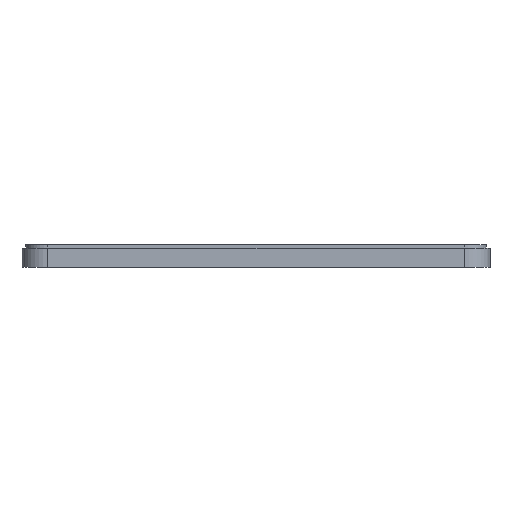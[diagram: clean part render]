
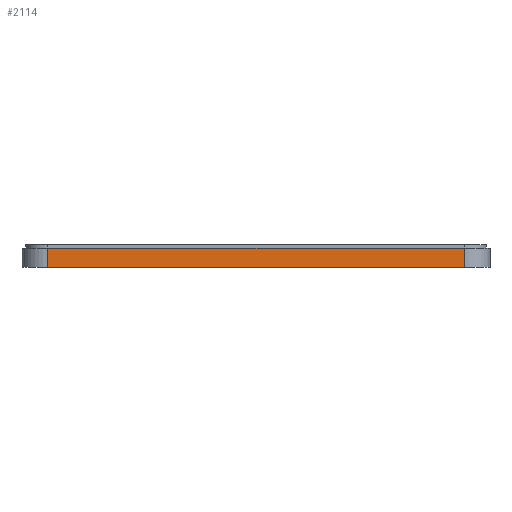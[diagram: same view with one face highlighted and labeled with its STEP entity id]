
A CAD part, left-side view. The second image highlights one B-rep face of the part: STEP entity #2114.
In plain terms, the highlighted planar face has unit normal (-1, 0, 0).
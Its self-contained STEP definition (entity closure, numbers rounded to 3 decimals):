
#104=PLANE('',#2360);
#219=FACE_OUTER_BOUND('',#364,.T.);
#364=EDGE_LOOP('',(#1915,#1916,#1917,#1918));
#495=LINE('',#3396,#681);
#517=LINE('',#3458,#703);
#553=LINE('',#3621,#739);
#554=LINE('',#3622,#740);
#681=VECTOR('',#2720,10.);
#703=VECTOR('',#2780,10.);
#739=VECTOR('',#3000,10.);
#740=VECTOR('',#3001,10.);
#995=VERTEX_POINT('',#3393);
#996=VERTEX_POINT('',#3395);
#1012=VERTEX_POINT('',#3446);
#1017=VERTEX_POINT('',#3456);
#1240=EDGE_CURVE('',#996,#995,#495,.T.);
#1273=EDGE_CURVE('',#1017,#1012,#517,.T.);
#1346=EDGE_CURVE('',#1012,#995,#553,.T.);
#1347=EDGE_CURVE('',#1017,#996,#554,.T.);
#1915=ORIENTED_EDGE('',*,*,#1240,.T.);
#1916=ORIENTED_EDGE('',*,*,#1346,.F.);
#1917=ORIENTED_EDGE('',*,*,#1273,.F.);
#1918=ORIENTED_EDGE('',*,*,#1347,.T.);
#2114=ADVANCED_FACE('',(#219),#104,.T.);
#2360=AXIS2_PLACEMENT_3D('',#3620,#2998,#2999);
#2720=DIRECTION('',(0.,1.,0.));
#2780=DIRECTION('',(0.,1.,0.));
#2998=DIRECTION('center_axis',(-1.,0.,0.));
#2999=DIRECTION('ref_axis',(0.,1.,0.));
#3000=DIRECTION('',(0.,0.,1.));
#3001=DIRECTION('',(0.,0.,1.));
#3393=CARTESIAN_POINT('',(-109.,53.15,2.));
#3395=CARTESIAN_POINT('',(-109.,-59.25,2.));
#3396=CARTESIAN_POINT('',(-109.,-31.15,2.));
#3446=CARTESIAN_POINT('',(-109.,53.15,-3.2));
#3456=CARTESIAN_POINT('',(-109.,-59.25,-3.2));
#3458=CARTESIAN_POINT('',(-109.,-59.25,-3.2));
#3620=CARTESIAN_POINT('Origin',(-109.,-59.25,0.));
#3621=CARTESIAN_POINT('',(-109.,53.15,0.));
#3622=CARTESIAN_POINT('',(-109.,-59.25,0.));
